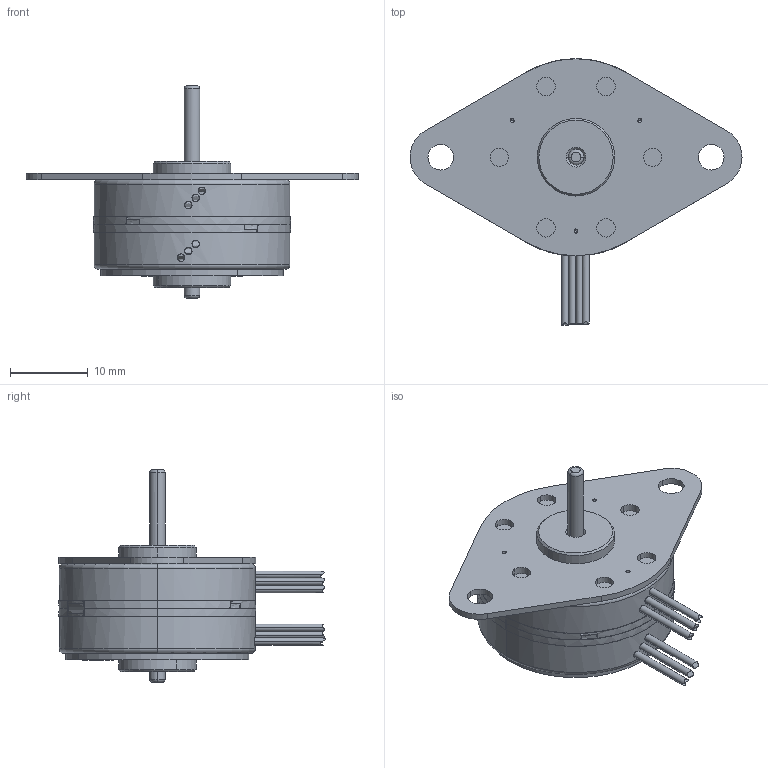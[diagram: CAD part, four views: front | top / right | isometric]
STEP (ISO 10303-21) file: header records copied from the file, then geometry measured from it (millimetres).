
FILE_DESCRIPTION((''),'2;1');
FILE_NAME('26M024B1B_ASM','2015-10-27T',('sandip.dhanwate'),(''),'PRO/ENGINEER BY PARAMETRIC TECHNOLOGY CORPORATION, 2014310','PRO/ENGINEER BY PARAMETRIC TECHNOLOGY CORPORATION, 2014310','');
FILE_SCHEMA(('CONFIG_CONTROL_DESIGN'));
Length unit declared in the file: inch
Products named in the file (1): 26M024B1B_ASM
Bounding box: 42.82 x 34.37 x 27.43 mm (x, y, z)
Volume: 6979.2 mm3; surface area: 3253.5 mm2
Topology: 1 solids, 5 shells, 280 faces, 733 edges, 486 vertices
Faces by surface type: plane 135, cylinder 108, sphere 12, extrusion 9, torus 8, cone 8
Entity records: 9272 total; most frequent: CARTESIAN_POINT 2242, DIRECTION 1476, ORIENTED_EDGE 1442, EDGE_CURVE 721, AXIS2_PLACEMENT_3D 555, VERTEX_POINT 486, VECTOR 366, LINE 357
